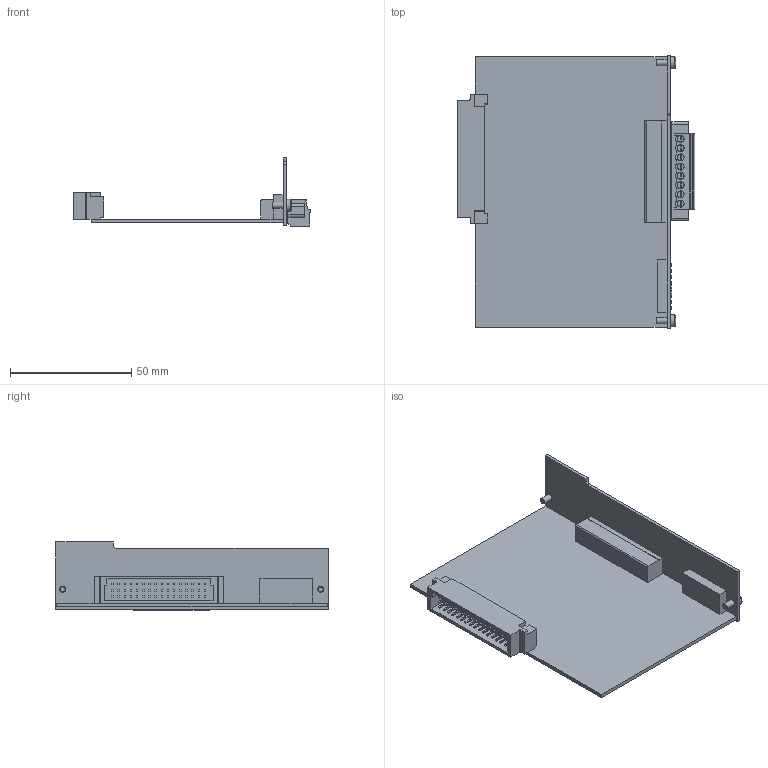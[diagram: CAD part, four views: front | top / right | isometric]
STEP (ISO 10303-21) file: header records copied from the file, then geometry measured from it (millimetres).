
FILE_DESCRIPTION(/* description */ ('STEP AP214'),/* implementation_level */ '2;1');
FILE_NAME(/* name */ '1501330_CAMC-G-S1',/* time_stamp */ '2024-08-05T16:21:54+02:00',/* author */ ('License CC BY-ND 4.0'),/* organization */ ('CADENAS'),/* preprocessor_version */ 'ST-DEVELOPER v19.3',/* originating_system */ 'PARTsolutions',/* authorisation */ ' ');
FILE_SCHEMA (('AUTOMOTIVE_DESIGN {1 0 10303 214 3 1 1}'));
Length unit declared in the file: millimetre
Products named in the file (3): 1501330 CAMC-G-S1; 1501330 CAMC-G-S1---(P1); 1660640 NEKM-C-8---(3)
Assembly tree (2 placements, depth 2):
  1501330 CAMC-G-S1
    1501330 CAMC-G-S1---(P1)
    1660640 NEKM-C-8---(3)
Bounding box: 98 x 112.1 x 28.1 mm (x, y, z)
Volume: 28674 mm3; surface area: 32451.3 mm2
Topology: 2 solids, 2 shells, 902 faces, 2286 edges, 1524 vertices
Faces by surface type: plane 749, cylinder 145, cone 6, torus 2
Full cylindrical faces by diameter (mm): 1.6 x15, 1.75 x2, 2.5 x6, 2.8 x8, 2.9 x8, 3.6 x2, 3.9 x2
Entity records: 32870 total; most frequent: CARTESIAN_POINT 4720, ORIENTED_EDGE 4430, DIRECTION 4337, EDGE_CURVE 2215, LINE 1839, VECTOR 1839, VERTEX_POINT 1504, AXIS2_PLACEMENT_3D 1249
